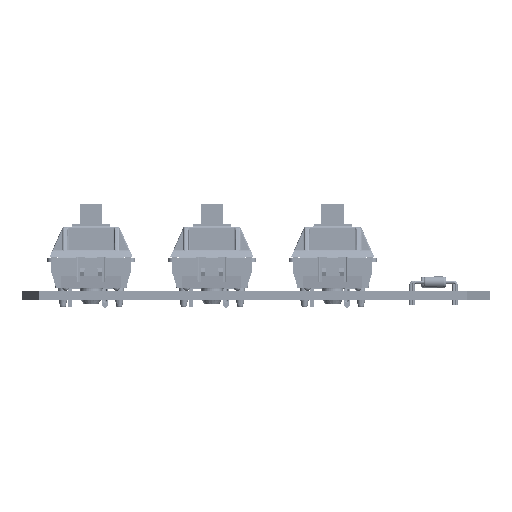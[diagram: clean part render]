
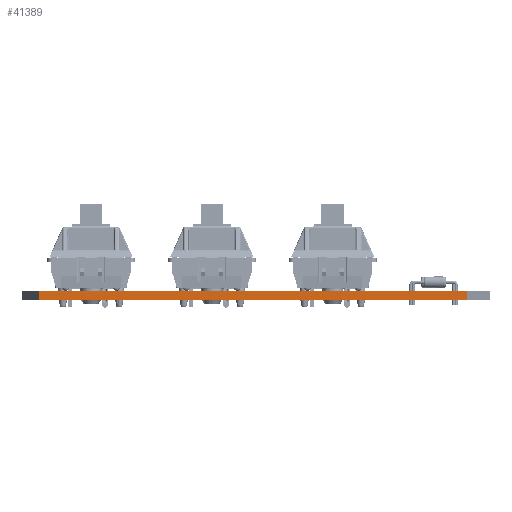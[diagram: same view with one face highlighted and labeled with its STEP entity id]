
A CAD part, front view. The second image highlights one B-rep face of the part: STEP entity #41389.
In plain terms, the highlighted planar face has unit normal (0, -1, 0).
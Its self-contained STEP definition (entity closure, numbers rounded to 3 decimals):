
#38691 = VERTEX_POINT('',#38692);
#38692 = CARTESIAN_POINT('',(86.,-163.,0.));
#38698 = EDGE_CURVE('',#38699,#38691,#38701,.T.);
#38699 = VERTEX_POINT('',#38700);
#38700 = CARTESIAN_POINT('',(162.,-163.,0.));
#38701 = LINE('',#38702,#38703);
#38702 = CARTESIAN_POINT('',(162.,-163.,0.));
#38703 = VECTOR('',#38704,1.);
#38704 = DIRECTION('',(-1.,0.,0.));
#40021 = VERTEX_POINT('',#40022);
#40022 = CARTESIAN_POINT('',(86.,-163.,1.6));
#40028 = EDGE_CURVE('',#40029,#40021,#40031,.T.);
#40029 = VERTEX_POINT('',#40030);
#40030 = CARTESIAN_POINT('',(162.,-163.,1.6));
#40031 = LINE('',#40032,#40033);
#40032 = CARTESIAN_POINT('',(162.,-163.,1.6));
#40033 = VECTOR('',#40034,1.);
#40034 = DIRECTION('',(-1.,0.,0.));
#41361 = EDGE_CURVE('',#38699,#40029,#41362,.T.);
#41362 = LINE('',#41363,#41364);
#41363 = CARTESIAN_POINT('',(162.,-163.,0.));
#41364 = VECTOR('',#41365,1.);
#41365 = DIRECTION('',(0.,0.,1.));
#41389 = ADVANCED_FACE('',(#41390),#41401,.T.);
#41390 = FACE_BOUND('',#41391,.T.);
#41391 = EDGE_LOOP('',(#41392,#41393,#41394,#41400));
#41392 = ORIENTED_EDGE('',*,*,#41361,.T.);
#41393 = ORIENTED_EDGE('',*,*,#40028,.T.);
#41394 = ORIENTED_EDGE('',*,*,#41395,.F.);
#41395 = EDGE_CURVE('',#38691,#40021,#41396,.T.);
#41396 = LINE('',#41397,#41398);
#41397 = CARTESIAN_POINT('',(86.,-163.,0.));
#41398 = VECTOR('',#41399,1.);
#41399 = DIRECTION('',(0.,0.,1.));
#41400 = ORIENTED_EDGE('',*,*,#38698,.F.);
#41401 = PLANE('',#41402);
#41402 = AXIS2_PLACEMENT_3D('',#41403,#41404,#41405);
#41403 = CARTESIAN_POINT('',(162.,-163.,0.));
#41404 = DIRECTION('',(0.,-1.,0.));
#41405 = DIRECTION('',(-1.,0.,0.));
